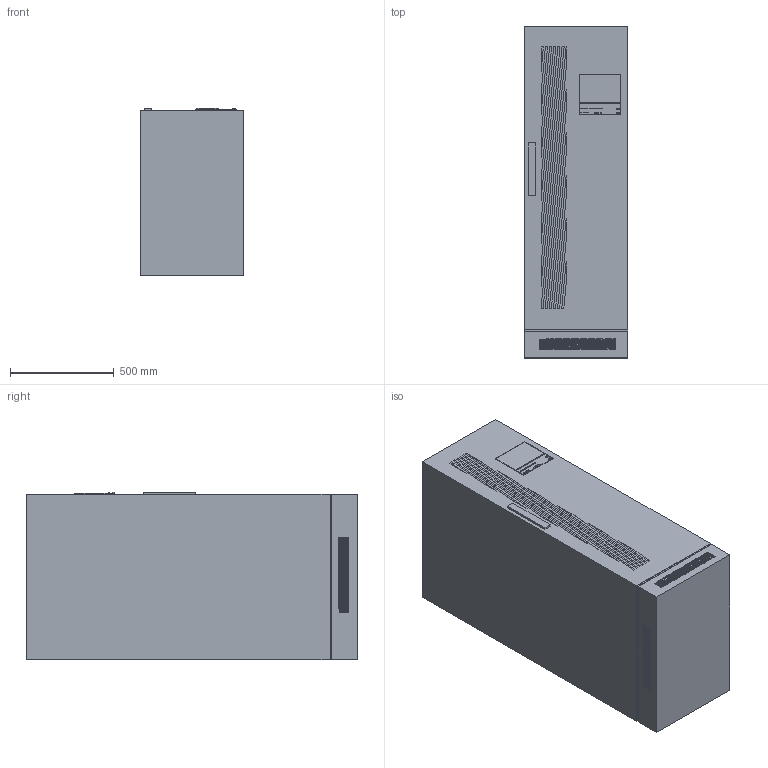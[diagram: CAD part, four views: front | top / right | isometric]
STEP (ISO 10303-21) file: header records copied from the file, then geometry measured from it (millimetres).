
FILE_DESCRIPTION (( 'STEP AP203' ), '1' );
FILE_NAME ('MPOB-040-3-00-T.STEP', '2023-10-06T09:07:51', ( '' ), ( '' ), 'SwSTEP 2.0', 'SolidWorks 2022', '' );
FILE_SCHEMA (( 'CONFIG_CONTROL_DESIGN' ));
Length unit declared in the file: millimetre
Products named in the file (1): MPOB-040-3-00-T
Bounding box: 500 x 1600 x 810 mm (x, y, z)
Volume: 639405633.9 mm3; surface area: 5062282.3 mm2
Topology: 1 solids, 1 shells, 513 faces, 1146 edges, 764 vertices
Faces by surface type: plane 367, cylinder 146
Entity records: 14289 total; most frequent: DIRECTION 2466, CARTESIAN_POINT 2424, ORIENTED_EDGE 2292, EDGE_CURVE 1146, VECTOR 854, LINE 854, AXIS2_PLACEMENT_3D 806, VERTEX_POINT 764
